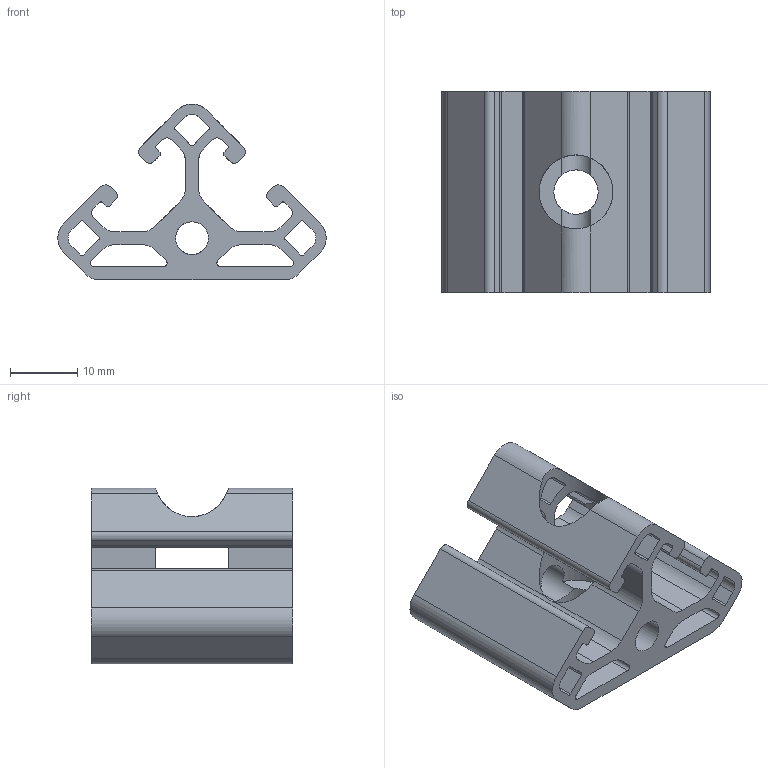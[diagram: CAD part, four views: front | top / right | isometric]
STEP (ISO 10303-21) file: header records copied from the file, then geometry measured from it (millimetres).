
FILE_DESCRIPTION(/* description */ ('Winkelelement T2-30'),/* implementation_level */ '2;1');
FILE_NAME(/* name */ '262321004 Winkelelement T2-30.stp',/* time_stamp */ '2020-03-11T10:59:37+01:00',/* author */ ('wheldmann'),/* organization */ (''),/* preprocessor_version */ 'ST-DEVELOPER v17.2',/* originating_system */ 'Autodesk Inventor 2019',/* authorisation */ '');
FILE_SCHEMA (('AUTOMOTIVE_DESIGN { 1 0 10303 214 3 1 1 }'));
Length unit declared in the file: millimetre
Products named in the file (1): 262321004
Bounding box: 39.92 x 30 x 26.18 mm (x, y, z)
Volume: 8165.6 mm3; surface area: 8843.4 mm2
Topology: 1 solids, 1 shells, 143 faces, 442 edges, 295 vertices
Faces by surface type: cylinder 72, plane 71
Full cylindrical faces by diameter (mm): 4.9 x2, 6.6 x1, 11 x1
Entity records: 5412 total; most frequent: CARTESIAN_POINT 1316, ORIENTED_EDGE 884, DIRECTION 837, EDGE_CURVE 442, VERTEX_POINT 295, AXIS2_PLACEMENT_3D 290, LINE 257, VECTOR 257
